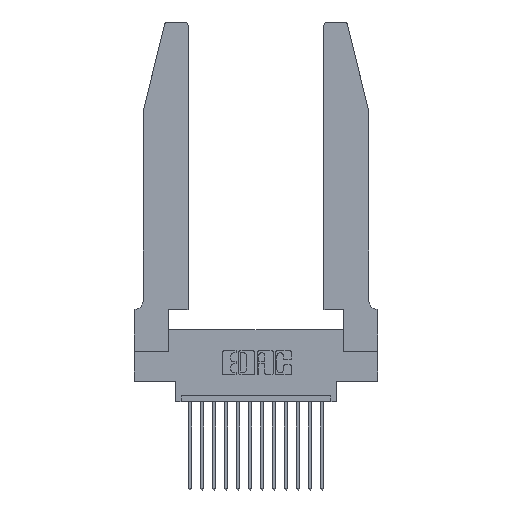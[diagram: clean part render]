
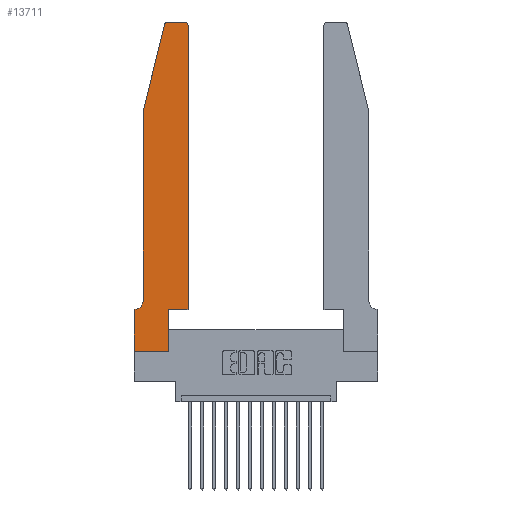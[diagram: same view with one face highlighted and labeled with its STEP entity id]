
A CAD part, top view. The second image highlights one B-rep face of the part: STEP entity #13711.
In plain terms, the highlighted planar face has unit normal (0, 0, 1).
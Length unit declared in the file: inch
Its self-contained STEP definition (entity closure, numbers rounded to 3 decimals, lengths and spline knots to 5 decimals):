
#100 = CARTESIAN_POINT ( 'NONE',  ( 0.0755, 0.35, 0.37 ) ) ;
#230 = CARTESIAN_POINT ( 'NONE',  ( 0.2865, 0.35, 0.37 ) ) ;
#533 = CARTESIAN_POINT ( 'NONE',  ( 0.4505, 0.35, 0.37 ) ) ;
#587 = AXIS2_PLACEMENT_3D ( 'NONE', #6050, #10268, #8990 ) ;
#623 = CARTESIAN_POINT ( 'NONE',  ( 0., 0.35, 0.37 ) ) ;
#1038 = EDGE_CURVE ( 'NONE', #7861, #14063, #16380, .T. ) ;
#1228 = VECTOR ( 'NONE', #4036, 39.37008 ) ;
#1370 = EDGE_CURVE ( 'NONE', #4068, #7909, #7474, .T. ) ;
#1617 = CARTESIAN_POINT ( 'NONE',  ( 0.0755, 0.42, 0.37 ) ) ;
#1755 = CARTESIAN_POINT ( 'NONE',  ( 0.0755, 2., 0.37 ) ) ;
#2100 = EDGE_CURVE ( 'NONE', #4237, #8095, #16794, .T. ) ;
#2121 = FACE_OUTER_BOUND ( 'NONE', #12949, .T. ) ;
#2127 = AXIS2_PLACEMENT_3D ( 'NONE', #4676, #8814, #3381 ) ;
#2341 = EDGE_CURVE ( 'NONE', #3150, #4237, #3324, .T. ) ;
#2786 = CARTESIAN_POINT ( 'NONE',  ( 0.0055, 0.35, 0.37 ) ) ;
#2822 = ORIENTED_EDGE ( 'NONE', *, *, #15340, .T. ) ;
#3073 = CARTESIAN_POINT ( 'NONE',  ( 0.0055, 0.42, 0.37 ) ) ;
#3150 = VERTEX_POINT ( 'NONE', #1755 ) ;
#3258 = DIRECTION ( 'NONE',  ( 1., 0., 0. ) ) ;
#3285 = CARTESIAN_POINT ( 'NONE',  ( 0., 0., 0.37 ) ) ;
#3324 = LINE ( 'NONE', #5263, #4647 ) ;
#3381 = DIRECTION ( 'NONE',  ( 1., 0., 0. ) ) ;
#3391 = CARTESIAN_POINT ( 'NONE',  ( 0.284, 2.75, 0.37 ) ) ;
#3408 = DIRECTION ( 'NONE',  ( 0., -1., 0. ) ) ;
#3469 = ORIENTED_EDGE ( 'NONE', *, *, #1038, .T. ) ;
#3852 = EDGE_CURVE ( 'NONE', #14063, #3150, #7415, .T. ) ;
#4036 = DIRECTION ( 'NONE',  ( 0., 1., 0. ) ) ;
#4068 = VERTEX_POINT ( 'NONE', #11023 ) ;
#4088 = ORIENTED_EDGE ( 'NONE', *, *, #10729, .T. ) ;
#4237 = VERTEX_POINT ( 'NONE', #1617 ) ;
#4512 = ORIENTED_EDGE ( 'NONE', *, *, #7721, .T. ) ;
#4647 = VECTOR ( 'NONE', #16349, 39.37008 ) ;
#4670 = LINE ( 'NONE', #100, #12066 ) ;
#4676 = CARTESIAN_POINT ( 'NONE',  ( 0.4205, 2.72, 0.37 ) ) ;
#4825 = CARTESIAN_POINT ( 'NONE',  ( 0.0755, 2., 0.37 ) ) ;
#4843 = CARTESIAN_POINT ( 'NONE',  ( 0.2605, 2.75, 0.37 ) ) ;
#4987 = ORIENTED_EDGE ( 'NONE', *, *, #16442, .T. ) ;
#5029 = AXIS2_PLACEMENT_3D ( 'NONE', #6049, #10032, #3258 ) ;
#5223 = DIRECTION ( 'NONE',  ( 1., 0., 0. ) ) ;
#5263 = CARTESIAN_POINT ( 'NONE',  ( 0.0755, 2., 0.37 ) ) ;
#5269 = ORIENTED_EDGE ( 'NONE', *, *, #15983, .T. ) ;
#5534 = CARTESIAN_POINT ( 'NONE',  ( 0.4505, 0.35, 0.37 ) ) ;
#5574 = ORIENTED_EDGE ( 'NONE', *, *, #2341, .T. ) ;
#5597 = VERTEX_POINT ( 'NONE', #533 ) ;
#5651 = CARTESIAN_POINT ( 'NONE',  ( 0.4505, 0.35, 0.37 ) ) ;
#6049 = CARTESIAN_POINT ( 'NONE',  ( 0., 0.35, 0.37 ) ) ;
#6050 = CARTESIAN_POINT ( 'NONE',  ( 0.284, 2.72, 0.37 ) ) ;
#6399 = ORIENTED_EDGE ( 'NONE', *, *, #3852, .T. ) ;
#6411 = CIRCLE ( 'NONE', #2127, 0.03 ) ;
#6607 = LINE ( 'NONE', #3285, #17264 ) ;
#6896 = EDGE_CURVE ( 'NONE', #9943, #7975, #6411, .T. ) ;
#7415 = LINE ( 'NONE', #4825, #16290 ) ;
#7474 = LINE ( 'NONE', #230, #15477 ) ;
#7721 = EDGE_CURVE ( 'NONE', #5597, #9943, #16002, .T. ) ;
#7861 = VERTEX_POINT ( 'NONE', #3391 ) ;
#7885 = LINE ( 'NONE', #4843, #14194 ) ;
#7909 = VERTEX_POINT ( 'NONE', #8883 ) ;
#7937 = ORIENTED_EDGE ( 'NONE', *, *, #6896, .T. ) ;
#7975 = VERTEX_POINT ( 'NONE', #15942 ) ;
#8017 = AXIS2_PLACEMENT_3D ( 'NONE', #3073, #12753, #8626 ) ;
#8095 = VERTEX_POINT ( 'NONE', #2786 ) ;
#8626 = DIRECTION ( 'NONE',  ( -1., 0., 0. ) ) ;
#8739 = EDGE_CURVE ( 'NONE', #7909, #5597, #15316, .T. ) ;
#8814 = DIRECTION ( 'NONE',  ( 0., 0., 1. ) ) ;
#8883 = CARTESIAN_POINT ( 'NONE',  ( 0.2865, 0.35, 0.37 ) ) ;
#8990 = DIRECTION ( 'NONE',  ( 1., 0., 0. ) ) ;
#8991 = DIRECTION ( 'NONE',  ( 1., 0., 0. ) ) ;
#9012 = VECTOR ( 'NONE', #5223, 39.37008 ) ;
#9042 = ORIENTED_EDGE ( 'NONE', *, *, #8739, .T. ) ;
#9420 = CARTESIAN_POINT ( 'NONE',  ( 0.4505, 2.72, 0.37 ) ) ;
#9450 = LINE ( 'NONE', #10824, #9012 ) ;
#9735 = ORIENTED_EDGE ( 'NONE', *, *, #2100, .T. ) ;
#9891 = DIRECTION ( 'NONE',  ( -1., 0., 0. ) ) ;
#9943 = VERTEX_POINT ( 'NONE', #9420 ) ;
#10032 = DIRECTION ( 'NONE',  ( 0., 0., 1. ) ) ;
#10268 = DIRECTION ( 'NONE',  ( 0., 0., 1. ) ) ;
#10729 = EDGE_CURVE ( 'NONE', #7975, #7861, #7885, .T. ) ;
#10824 = CARTESIAN_POINT ( 'NONE',  ( 0., 0., 0.37 ) ) ;
#10849 = VERTEX_POINT ( 'NONE', #11485 ) ;
#11023 = CARTESIAN_POINT ( 'NONE',  ( 0.2865, 0., 0.37 ) ) ;
#11485 = CARTESIAN_POINT ( 'NONE',  ( 0., 0., 0.37 ) ) ;
#12013 = DIRECTION ( 'NONE',  ( -1., 0., 0. ) ) ;
#12066 = VECTOR ( 'NONE', #9891, 39.37008 ) ;
#12753 = DIRECTION ( 'NONE',  ( 0., 0., -1. ) ) ;
#12949 = EDGE_LOOP ( 'NONE', ( #4088, #3469, #6399, #5574, #9735, #4987, #2822, #5269, #14896, #9042, #4512, #7937 ) ) ;
#13284 = VERTEX_POINT ( 'NONE', #623 ) ;
#13711 = ADVANCED_FACE ( 'NONE', ( #2121 ), #15626, .T. ) ;
#14063 = VERTEX_POINT ( 'NONE', #15197 ) ;
#14194 = VECTOR ( 'NONE', #12013, 39.37008 ) ;
#14250 = VECTOR ( 'NONE', #8991, 39.37008 ) ;
#14529 = DIRECTION ( 'NONE',  ( -0.239, -0.971, 0. ) ) ;
#14896 = ORIENTED_EDGE ( 'NONE', *, *, #1370, .T. ) ;
#15197 = CARTESIAN_POINT ( 'NONE',  ( 0.25487, 2.72718, 0.37 ) ) ;
#15316 = LINE ( 'NONE', #5534, #14250 ) ;
#15340 = EDGE_CURVE ( 'NONE', #13284, #10849, #6607, .T. ) ;
#15375 = DIRECTION ( 'NONE',  ( 0., 1., 0. ) ) ;
#15477 = VECTOR ( 'NONE', #15375, 39.37008 ) ;
#15626 = PLANE ( 'NONE',  #5029 ) ;
#15942 = CARTESIAN_POINT ( 'NONE',  ( 0.4205, 2.75, 0.37 ) ) ;
#15983 = EDGE_CURVE ( 'NONE', #10849, #4068, #9450, .T. ) ;
#16002 = LINE ( 'NONE', #5651, #1228 ) ;
#16290 = VECTOR ( 'NONE', #14529, 39.37008 ) ;
#16349 = DIRECTION ( 'NONE',  ( 0., -1., 0. ) ) ;
#16380 = CIRCLE ( 'NONE', #587, 0.03 ) ;
#16442 = EDGE_CURVE ( 'NONE', #8095, #13284, #4670, .T. ) ;
#16794 = CIRCLE ( 'NONE', #8017, 0.07 ) ;
#17264 = VECTOR ( 'NONE', #3408, 39.37008 ) ;
